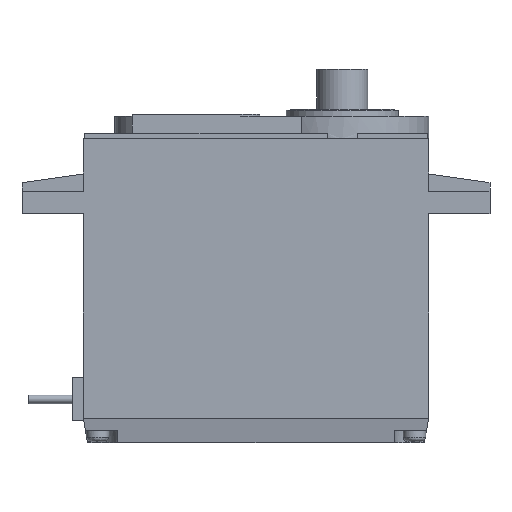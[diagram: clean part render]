
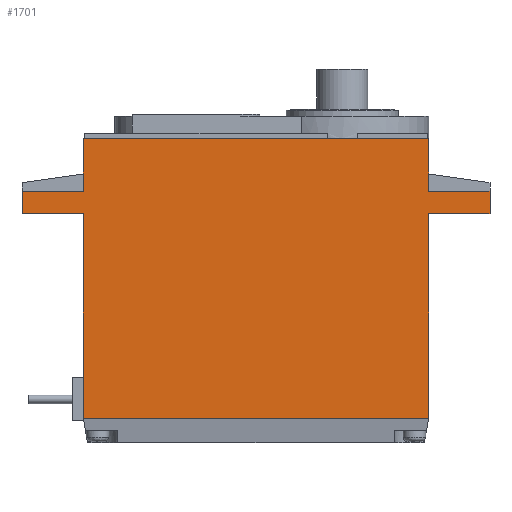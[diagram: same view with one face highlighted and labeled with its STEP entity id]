
A CAD part, front view. The second image highlights one B-rep face of the part: STEP entity #1701.
In plain terms, the highlighted planar face has unit normal (0, -1, 0).
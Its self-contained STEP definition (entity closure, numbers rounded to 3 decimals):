
#73=PLANE('',#1849);
#156=FACE_OUTER_BOUND('',#263,.T.);
#263=EDGE_LOOP('',(#1237,#1238,#1239,#1240,#1241,#1242,#1243,#1244,#1245,
#1246,#1247,#1248,#1249));
#374=LINE('',#2564,#546);
#386=LINE('',#2585,#558);
#387=LINE('',#2587,#559);
#388=LINE('',#2589,#560);
#389=LINE('',#2591,#561);
#390=LINE('',#2593,#562);
#391=LINE('',#2595,#563);
#392=LINE('',#2597,#564);
#393=LINE('',#2599,#565);
#394=LINE('',#2601,#566);
#395=LINE('',#2603,#567);
#396=LINE('',#2605,#568);
#397=LINE('',#2606,#569);
#546=VECTOR('',#2061,10.);
#558=VECTOR('',#2079,10.);
#559=VECTOR('',#2080,10.);
#560=VECTOR('',#2081,10.);
#561=VECTOR('',#2082,10.);
#562=VECTOR('',#2083,10.);
#563=VECTOR('',#2084,10.);
#564=VECTOR('',#2085,10.);
#565=VECTOR('',#2086,10.);
#566=VECTOR('',#2087,10.);
#567=VECTOR('',#2088,10.);
#568=VECTOR('',#2089,10.);
#569=VECTOR('',#2090,10.);
#783=VERTEX_POINT('',#2559);
#784=VERTEX_POINT('',#2563);
#790=VERTEX_POINT('',#2584);
#791=VERTEX_POINT('',#2586);
#792=VERTEX_POINT('',#2588);
#793=VERTEX_POINT('',#2590);
#794=VERTEX_POINT('',#2592);
#795=VERTEX_POINT('',#2594);
#796=VERTEX_POINT('',#2596);
#797=VERTEX_POINT('',#2598);
#798=VERTEX_POINT('',#2600);
#799=VERTEX_POINT('',#2602);
#800=VERTEX_POINT('',#2604);
#952=EDGE_CURVE('',#783,#784,#374,.T.);
#964=EDGE_CURVE('',#783,#790,#386,.T.);
#965=EDGE_CURVE('',#790,#791,#387,.T.);
#966=EDGE_CURVE('',#792,#791,#388,.T.);
#967=EDGE_CURVE('',#793,#792,#389,.T.);
#968=EDGE_CURVE('',#793,#794,#390,.T.);
#969=EDGE_CURVE('',#795,#794,#391,.T.);
#970=EDGE_CURVE('',#796,#795,#392,.T.);
#971=EDGE_CURVE('',#797,#796,#393,.T.);
#972=EDGE_CURVE('',#797,#798,#394,.T.);
#973=EDGE_CURVE('',#799,#798,#395,.T.);
#974=EDGE_CURVE('',#800,#799,#396,.T.);
#975=EDGE_CURVE('',#784,#800,#397,.T.);
#1237=ORIENTED_EDGE('',*,*,#952,.F.);
#1238=ORIENTED_EDGE('',*,*,#964,.T.);
#1239=ORIENTED_EDGE('',*,*,#965,.T.);
#1240=ORIENTED_EDGE('',*,*,#966,.F.);
#1241=ORIENTED_EDGE('',*,*,#967,.F.);
#1242=ORIENTED_EDGE('',*,*,#968,.T.);
#1243=ORIENTED_EDGE('',*,*,#969,.F.);
#1244=ORIENTED_EDGE('',*,*,#970,.F.);
#1245=ORIENTED_EDGE('',*,*,#971,.F.);
#1246=ORIENTED_EDGE('',*,*,#972,.T.);
#1247=ORIENTED_EDGE('',*,*,#973,.F.);
#1248=ORIENTED_EDGE('',*,*,#974,.F.);
#1249=ORIENTED_EDGE('',*,*,#975,.F.);
#1701=ADVANCED_FACE('',(#156),#73,.T.);
#1849=AXIS2_PLACEMENT_3D('',#2583,#2077,#2078);
#2061=DIRECTION('',(-1.,0.,0.));
#2077=DIRECTION('center_axis',(0.,-1.,0.));
#2078=DIRECTION('ref_axis',(1.,0.,0.));
#2079=DIRECTION('',(0.,0.,1.));
#2080=DIRECTION('',(1.,0.,0.));
#2081=DIRECTION('',(0.,0.,-1.));
#2082=DIRECTION('',(1.,0.,0.));
#2083=DIRECTION('',(0.,0.,1.));
#2084=DIRECTION('',(1.,0.,0.));
#2085=DIRECTION('',(1.,0.,0.));
#2086=DIRECTION('',(0.,0.,1.));
#2087=DIRECTION('',(-1.,0.,0.));
#2088=DIRECTION('',(0.,0.,1.));
#2089=DIRECTION('',(-1.,0.,0.));
#2090=DIRECTION('',(0.,0.,1.));
#2559=CARTESIAN_POINT('',(40.,0.,2.3));
#2563=CARTESIAN_POINT('',(0.,0.,2.3));
#2564=CARTESIAN_POINT('',(10.,0.,2.3));
#2583=CARTESIAN_POINT('Origin',(0.,0.,0.));
#2584=CARTESIAN_POINT('',(40.,0.,26.));
#2585=CARTESIAN_POINT('',(40.,0.,0.));
#2586=CARTESIAN_POINT('',(47.1,0.,26.));
#2587=CARTESIAN_POINT('',(40.,0.,26.));
#2588=CARTESIAN_POINT('',(47.1,0.,28.6));
#2589=CARTESIAN_POINT('',(47.1,0.,26.));
#2590=CARTESIAN_POINT('',(40.,0.,28.6));
#2591=CARTESIAN_POINT('',(40.,0.,28.6));
#2592=CARTESIAN_POINT('',(40.,0.,34.7));
#2593=CARTESIAN_POINT('',(40.,0.,0.));
#2594=CARTESIAN_POINT('',(30.,0.,34.7));
#2595=CARTESIAN_POINT('',(0.,0.,34.7));
#2596=CARTESIAN_POINT('',(0.,0.,34.7));
#2597=CARTESIAN_POINT('',(0.,0.,34.7));
#2598=CARTESIAN_POINT('',(0.,0.,28.6));
#2599=CARTESIAN_POINT('',(0.,0.,0.));
#2600=CARTESIAN_POINT('',(-7.1,0.,28.6));
#2601=CARTESIAN_POINT('',(0.,0.,28.6));
#2602=CARTESIAN_POINT('',(-7.1,0.,26.));
#2603=CARTESIAN_POINT('',(-7.1,0.,28.6));
#2604=CARTESIAN_POINT('',(0.,0.,26.));
#2605=CARTESIAN_POINT('',(0.,0.,26.));
#2606=CARTESIAN_POINT('',(0.,0.,0.));
